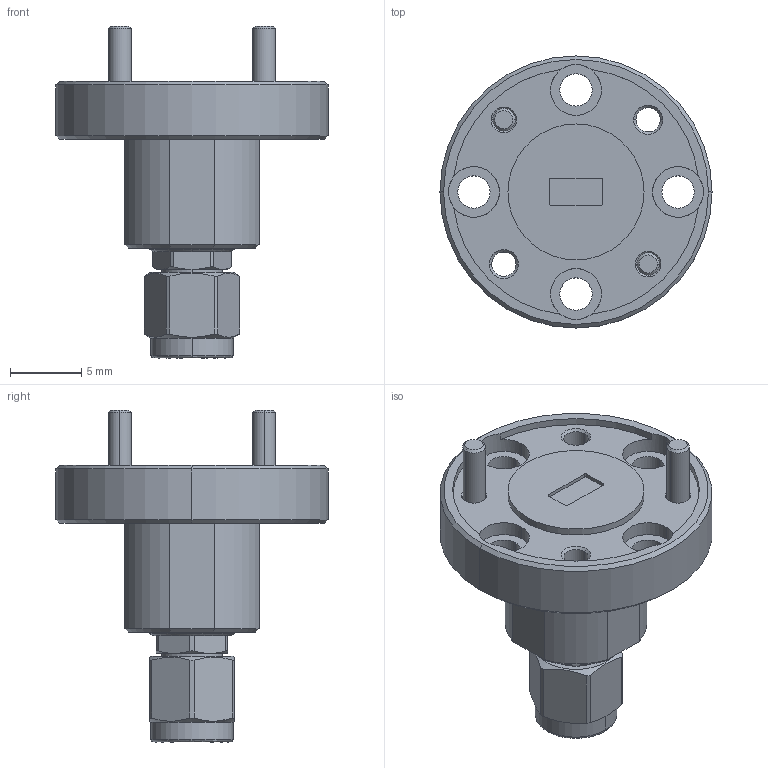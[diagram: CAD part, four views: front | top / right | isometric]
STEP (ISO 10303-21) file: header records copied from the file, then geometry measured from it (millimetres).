
FILE_DESCRIPTION (( 'STEP AP203' ), '1' );
FILE_NAME ('SWC-151M-E1.STEP', '2024-09-23T18:36:22', ( '' ), ( '' ), 'SwSTEP 2.0', 'SolidWorks 2021', '' );
FILE_SCHEMA (( 'CONFIG_CONTROL_DESIGN' ));
Length unit declared in the file: inch
Products named in the file (1): SWC-151M-E1
Bounding box: 19.05 x 19.05 x 23.24 mm (x, y, z)
Volume: 1732.9 mm3; surface area: 1627.7 mm2
Topology: 4 solids, 4 shells, 192 faces, 459 edges, 287 vertices
Faces by surface type: cylinder 84, plane 54, cone 46, bspline 8
Entity records: 7186 total; most frequent: CARTESIAN_POINT 2622, DIRECTION 976, ORIENTED_EDGE 918, EDGE_CURVE 459, AXIS2_PLACEMENT_3D 404, VERTEX_POINT 287, EDGE_LOOP 222, CIRCLE 219
